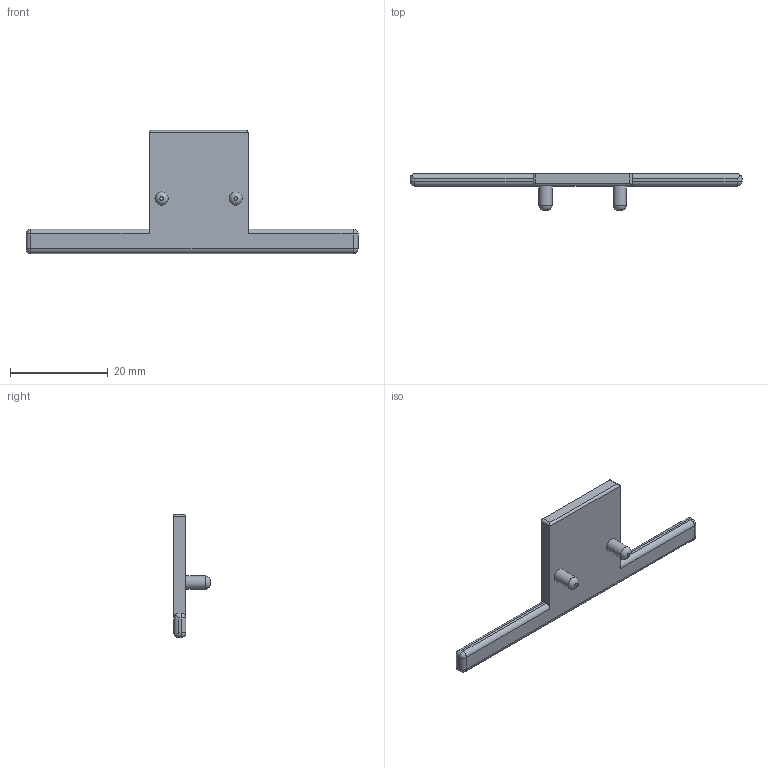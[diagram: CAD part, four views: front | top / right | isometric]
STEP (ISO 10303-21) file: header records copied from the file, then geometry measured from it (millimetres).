
FILE_DESCRIPTION(/* description */ ('Unknown'),/* implementation_level */ '2;1');
FILE_NAME(/* name */ 'Mount',/* time_stamp */ '2024-04-18T15:15:32+02:00',/* author */ ('Unknown'),/* organization */ ('Unknown'),/* preprocessor_version */ 'ST-DEVELOPER v18.1',/* originating_system */ 'Solid Edge',/* authorisation */ 'Unknown');
FILE_SCHEMA (('AUTOMOTIVE_DESIGN {1 0 10303 214 3 1 1}'));
Length unit declared in the file: millimetre
Products named in the file (1): Mount
Bounding box: 68 x 7.5 x 25.2 mm (x, y, z)
Volume: 1873.5 mm3; surface area: 1925.4 mm2
Topology: 1 solids, 1 shells, 37 faces, 89 edges, 52 vertices
Faces by surface type: cylinder 19, plane 12, sphere 4, torus 2
Full cylindrical faces by diameter (mm): 2.7 x2
Entity records: 1037 total; most frequent: DIRECTION 193, CARTESIAN_POINT 167, ORIENTED_EDGE 158, EDGE_CURVE 79, AXIS2_PLACEMENT_3D 76, VERTEX_POINT 50, EDGE_LOOP 43, FACE_BOUND 43
